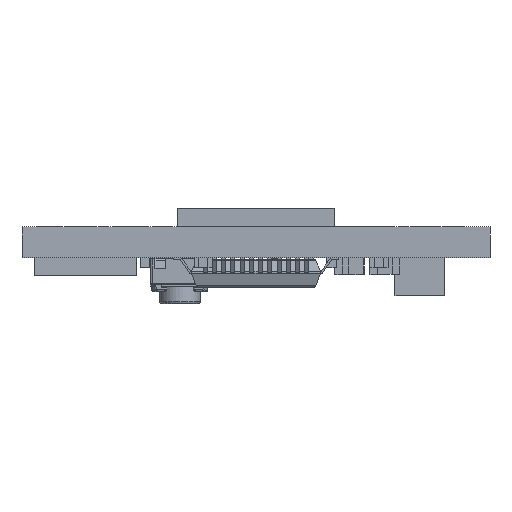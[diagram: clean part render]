
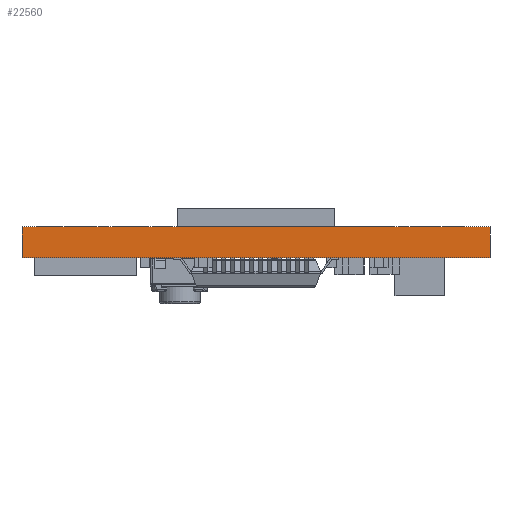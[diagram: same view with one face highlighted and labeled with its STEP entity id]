
A CAD part, front view. The second image highlights one B-rep face of the part: STEP entity #22560.
In plain terms, the highlighted planar face has unit normal (0, -1, 0).
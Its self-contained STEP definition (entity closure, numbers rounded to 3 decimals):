
#586=PLANE('',#24361);
#1536=FACE_OUTER_BOUND('',#2870,.T.);
#2870=EDGE_LOOP('',(#15632,#15633,#15634,#15635));
#4434=LINE('',#33700,#6810);
#4435=LINE('',#33703,#6811);
#4436=LINE('',#33705,#6812);
#4437=LINE('',#33706,#6813);
#6810=VECTOR('',#27012,10.);
#6811=VECTOR('',#27015,10.);
#6812=VECTOR('',#27016,10.);
#6813=VECTOR('',#27017,10.);
#10102=VERTEX_POINT('',#33696);
#10103=VERTEX_POINT('',#33698);
#10104=VERTEX_POINT('',#33702);
#10105=VERTEX_POINT('',#33704);
#12284=EDGE_CURVE('',#10102,#10103,#4434,.T.);
#12285=EDGE_CURVE('',#10104,#10102,#4435,.T.);
#12286=EDGE_CURVE('',#10105,#10103,#4436,.T.);
#12287=EDGE_CURVE('',#10104,#10105,#4437,.T.);
#15632=ORIENTED_EDGE('',*,*,#12285,.T.);
#15633=ORIENTED_EDGE('',*,*,#12284,.T.);
#15634=ORIENTED_EDGE('',*,*,#12286,.F.);
#15635=ORIENTED_EDGE('',*,*,#12287,.F.);
#22560=ADVANCED_FACE('',(#1536),#586,.T.);
#24361=AXIS2_PLACEMENT_3D('',#33701,#27013,#27014);
#27012=DIRECTION('',(0.,0.,1.));
#27013=DIRECTION('center_axis',(0.,-1.,0.));
#27014=DIRECTION('ref_axis',(1.,0.,0.));
#27015=DIRECTION('',(1.,0.,0.));
#27016=DIRECTION('',(1.,0.,0.));
#27017=DIRECTION('',(0.,0.,1.));
#33696=CARTESIAN_POINT('',(25.4,0.,0.));
#33698=CARTESIAN_POINT('',(25.4,0.,1.67));
#33700=CARTESIAN_POINT('',(25.4,0.,0.));
#33701=CARTESIAN_POINT('Origin',(0.,0.,0.));
#33702=CARTESIAN_POINT('',(0.,0.,0.));
#33703=CARTESIAN_POINT('',(0.,0.,0.));
#33704=CARTESIAN_POINT('',(0.,0.,1.67));
#33705=CARTESIAN_POINT('',(0.,0.,1.67));
#33706=CARTESIAN_POINT('',(0.,0.,0.));
